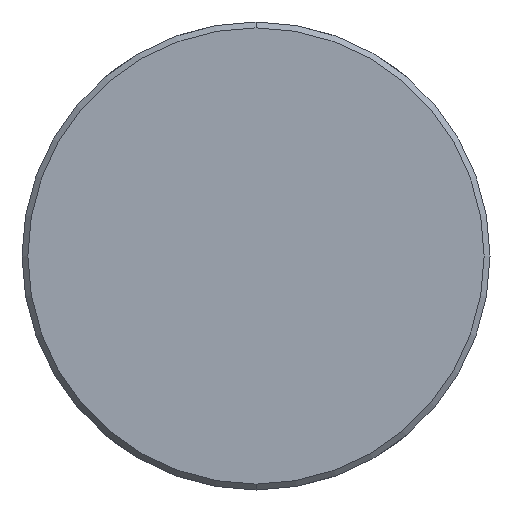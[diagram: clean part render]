
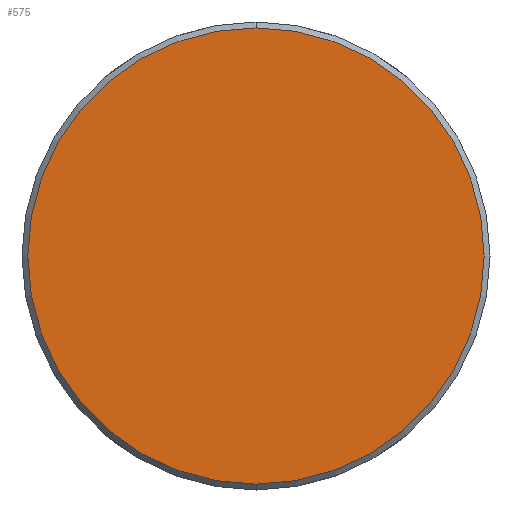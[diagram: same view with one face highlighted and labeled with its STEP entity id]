
A CAD part, left-side view. The second image highlights one B-rep face of the part: STEP entity #575.
In plain terms, the highlighted planar face has unit normal (-1, 0, 0).
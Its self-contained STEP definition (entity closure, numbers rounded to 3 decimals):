
#243 = AXIS2_PLACEMENT_3D ( 'NONE', #402, #413, #271 ) ;
#246 = CIRCLE ( 'NONE', #243, 58.5 ) ;
#271 = DIRECTION ( 'NONE',  ( 0., 0., -1. ) ) ;
#402 = CARTESIAN_POINT ( 'NONE',  ( -105.85, 0., 0. ) ) ;
#413 = DIRECTION ( 'NONE',  ( -1., 0., 0. ) ) ;
#450 = DIRECTION ( 'NONE',  ( 0., 0., -1. ) ) ;
#508 = AXIS2_PLACEMENT_3D ( 'NONE', #722, #859, #450 ) ;
#517 = AXIS2_PLACEMENT_3D ( 'NONE', #696, #1056, #1070 ) ;
#547 = ORIENTED_EDGE ( 'NONE', *, *, #1009, .T. ) ;
#575 = ADVANCED_FACE ( 'NONE', ( #1058 ), #946, .T. ) ;
#696 = CARTESIAN_POINT ( 'NONE',  ( -105.85, 59.202, -59.202 ) ) ;
#722 = CARTESIAN_POINT ( 'NONE',  ( -105.85, 0., 0. ) ) ;
#792 = ORIENTED_EDGE ( 'NONE', *, *, #1194, .T. ) ;
#797 = VERTEX_POINT ( 'NONE', #1366 ) ;
#816 = CARTESIAN_POINT ( 'NONE',  ( -105.85, 0., 58.5 ) ) ;
#859 = DIRECTION ( 'NONE',  ( -1., 0., 0. ) ) ;
#930 = EDGE_LOOP ( 'NONE', ( #792, #547 ) ) ;
#946 = PLANE ( 'NONE',  #517 ) ;
#1009 = EDGE_CURVE ( 'NONE', #1543, #797, #246, .T. ) ;
#1056 = DIRECTION ( 'NONE',  ( -1., 0., 0. ) ) ;
#1058 = FACE_OUTER_BOUND ( 'NONE', #930, .T. ) ;
#1070 = DIRECTION ( 'NONE',  ( 0., -1., 0. ) ) ;
#1131 = CIRCLE ( 'NONE', #508, 58.5 ) ;
#1194 = EDGE_CURVE ( 'NONE', #797, #1543, #1131, .T. ) ;
#1366 = CARTESIAN_POINT ( 'NONE',  ( -105.85, 0., -58.5 ) ) ;
#1543 = VERTEX_POINT ( 'NONE', #816 ) ;
